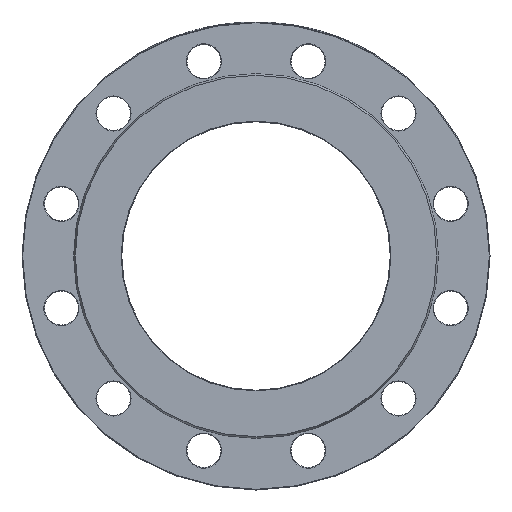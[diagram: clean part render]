
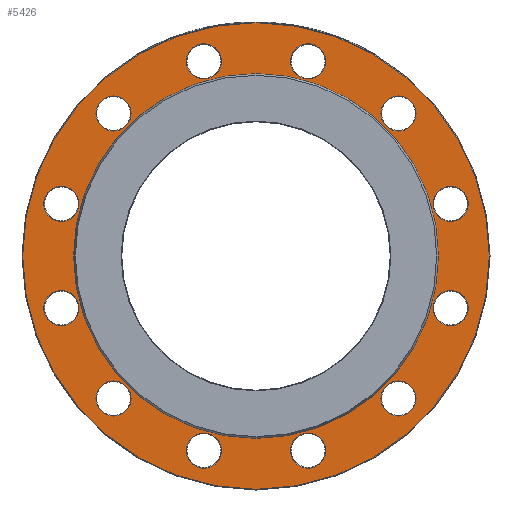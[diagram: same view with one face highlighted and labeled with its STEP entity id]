
A CAD part, left-side view. The second image highlights one B-rep face of the part: STEP entity #5426.
In plain terms, the highlighted planar face has unit normal (-1, 0, 0).
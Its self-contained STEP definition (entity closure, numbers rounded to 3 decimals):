
#7 = DIRECTION ( 'NONE',  ( 0., -0.5, 0.866 ) ) ;
#51 = EDGE_CURVE ( 'NONE', #5603, #5603, #9561, .T. ) ;
#190 = ORIENTED_EDGE ( 'NONE', *, *, #51, .T. ) ;
#240 = VERTEX_POINT ( 'NONE', #3259 ) ;
#245 = AXIS2_PLACEMENT_3D ( 'NONE', #6199, #9044, #7 ) ;
#284 = DIRECTION ( 'NONE',  ( 1., 0., 0. ) ) ;
#304 = FACE_BOUND ( 'NONE', #1465, .T. ) ;
#318 = EDGE_LOOP ( 'NONE', ( #3852 ) ) ;
#340 = EDGE_CURVE ( 'NONE', #240, #240, #5799, .T. ) ;
#350 = DIRECTION ( 'NONE',  ( 1., 0., 0. ) ) ;
#352 = EDGE_LOOP ( 'NONE', ( #2084 ) ) ;
#375 = CARTESIAN_POINT ( 'NONE',  ( 3., -109.602, 109.602 ) ) ;
#398 = FACE_BOUND ( 'NONE', #4753, .T. ) ;
#417 = CIRCLE ( 'NONE', #5968, 179.5 ) ;
#428 = AXIS2_PLACEMENT_3D ( 'NONE', #3279, #3436, #8811 ) ;
#493 = VERTEX_POINT ( 'NONE', #1917 ) ;
#555 = EDGE_LOOP ( 'NONE', ( #8054 ) ) ;
#642 = EDGE_CURVE ( 'NONE', #1866, #1866, #1980, .T. ) ;
#859 = CARTESIAN_POINT ( 'NONE',  ( 3., 149.719, 40.117 ) ) ;
#894 = EDGE_CURVE ( 'NONE', #5509, #5509, #8760, .T. ) ;
#982 = FACE_BOUND ( 'NONE', #2127, .T. ) ;
#1430 = EDGE_CURVE ( 'NONE', #7322, #7322, #8925, .T. ) ;
#1465 = EDGE_LOOP ( 'NONE', ( #6864 ) ) ;
#1654 = AXIS2_PLACEMENT_3D ( 'NONE', #9329, #6236, #7011 ) ;
#1824 = PLANE ( 'NONE',  #3417 ) ;
#1832 = CIRCLE ( 'NONE', #4699, 13.5 ) ;
#1854 = CARTESIAN_POINT ( 'NONE',  ( 3., 40.117, 149.719 ) ) ;
#1866 = VERTEX_POINT ( 'NONE', #2455 ) ;
#1904 = EDGE_LOOP ( 'NONE', ( #7680 ) ) ;
#1917 = CARTESIAN_POINT ( 'NONE',  ( 3., 156.469, 28.426 ) ) ;
#1980 = CIRCLE ( 'NONE', #9231, 13.5 ) ;
#2014 = CIRCLE ( 'NONE', #428, 13.5 ) ;
#2072 = VERTEX_POINT ( 'NONE', #7274 ) ;
#2084 = ORIENTED_EDGE ( 'NONE', *, *, #9229, .T. ) ;
#2127 = EDGE_LOOP ( 'NONE', ( #2182 ) ) ;
#2182 = ORIENTED_EDGE ( 'NONE', *, *, #4238, .T. ) ;
#2282 = AXIS2_PLACEMENT_3D ( 'NONE', #9176, #284, #4049 ) ;
#2286 = CIRCLE ( 'NONE', #2783, 13.5 ) ;
#2290 = ORIENTED_EDGE ( 'NONE', *, *, #5883, .T. ) ;
#2455 = CARTESIAN_POINT ( 'NONE',  ( 3., -28.426, 156.469 ) ) ;
#2565 = FACE_BOUND ( 'NONE', #555, .T. ) ;
#2619 = EDGE_LOOP ( 'NONE', ( #4884 ) ) ;
#2692 = DIRECTION ( 'NONE',  ( 0., 0.5, 0.866 ) ) ;
#2693 = CARTESIAN_POINT ( 'NONE',  ( 3., 0., 0. ) ) ;
#2706 = CARTESIAN_POINT ( 'NONE',  ( 3., -156.469, -28.426 ) ) ;
#2783 = AXIS2_PLACEMENT_3D ( 'NONE', #375, #6476, #2692 ) ;
#2956 = CIRCLE ( 'NONE', #8174, 140.336 ) ;
#3000 = DIRECTION ( 'NONE',  ( 0., 0., -1. ) ) ;
#3215 = CARTESIAN_POINT ( 'NONE',  ( 3., -40.117, 149.719 ) ) ;
#3249 = EDGE_LOOP ( 'NONE', ( #3799 ) ) ;
#3259 = CARTESIAN_POINT ( 'NONE',  ( 3., 121.293, 102.852 ) ) ;
#3279 = CARTESIAN_POINT ( 'NONE',  ( 3., -40.117, -149.719 ) ) ;
#3319 = FACE_BOUND ( 'NONE', #8388, .T. ) ;
#3365 = FACE_BOUND ( 'NONE', #8726, .T. ) ;
#3417 = AXIS2_PLACEMENT_3D ( 'NONE', #4116, #350, #5873 ) ;
#3436 = DIRECTION ( 'NONE',  ( 1., 0., 0. ) ) ;
#3503 = EDGE_LOOP ( 'NONE', ( #5469 ) ) ;
#3775 = DIRECTION ( 'NONE',  ( 0., -0.5, -0.866 ) ) ;
#3799 = ORIENTED_EDGE ( 'NONE', *, *, #6102, .T. ) ;
#3852 = ORIENTED_EDGE ( 'NONE', *, *, #340, .T. ) ;
#3973 = CARTESIAN_POINT ( 'NONE',  ( 3., 109.602, -109.602 ) ) ;
#4010 = DIRECTION ( 'NONE',  ( 0., 0.866, 0.5 ) ) ;
#4049 = DIRECTION ( 'NONE',  ( 0., -0.866, -0.5 ) ) ;
#4059 = AXIS2_PLACEMENT_3D ( 'NONE', #1854, #4141, #6323 ) ;
#4068 = FACE_BOUND ( 'NONE', #318, .T. ) ;
#4116 = CARTESIAN_POINT ( 'NONE',  ( 3., 140.336, 0. ) ) ;
#4141 = DIRECTION ( 'NONE',  ( 1., 0., 0. ) ) ;
#4154 = VERTEX_POINT ( 'NONE', #2706 ) ;
#4157 = CARTESIAN_POINT ( 'NONE',  ( 3., -102.852, 121.293 ) ) ;
#4238 = EDGE_CURVE ( 'NONE', #2072, #2072, #2014, .T. ) ;
#4265 = CARTESIAN_POINT ( 'NONE',  ( 3., -149.719, 53.617 ) ) ;
#4361 = EDGE_CURVE ( 'NONE', #4154, #4154, #9743, .T. ) ;
#4510 = CARTESIAN_POINT ( 'NONE',  ( 3., 0., 0. ) ) ;
#4640 = CARTESIAN_POINT ( 'NONE',  ( 3., 149.719, -40.117 ) ) ;
#4658 = DIRECTION ( 'NONE',  ( -1., 0., 0. ) ) ;
#4699 = AXIS2_PLACEMENT_3D ( 'NONE', #4640, #5251, #3000 ) ;
#4753 = EDGE_LOOP ( 'NONE', ( #190 ) ) ;
#4767 = FACE_BOUND ( 'NONE', #2619, .T. ) ;
#4870 = FACE_BOUND ( 'NONE', #6086, .T. ) ;
#4884 = ORIENTED_EDGE ( 'NONE', *, *, #642, .T. ) ;
#4908 = VERTEX_POINT ( 'NONE', #7325 ) ;
#5010 = VERTEX_POINT ( 'NONE', #4265 ) ;
#5026 = EDGE_CURVE ( 'NONE', #5010, #5010, #6730, .T. ) ;
#5034 = ORIENTED_EDGE ( 'NONE', *, *, #894, .T. ) ;
#5251 = DIRECTION ( 'NONE',  ( 1., 0., 0. ) ) ;
#5328 = EDGE_CURVE ( 'NONE', #9538, #9538, #2286, .T. ) ;
#5378 = CARTESIAN_POINT ( 'NONE',  ( 3., -149.719, 40.117 ) ) ;
#5426 = ADVANCED_FACE ( 'NONE', ( #7772, #4068, #5669, #4767, #3365, #4870, #7820, #304, #982, #3319, #398, #9341, #5614, #2565 ), #1824, .F. ) ;
#5469 = ORIENTED_EDGE ( 'NONE', *, *, #4361, .T. ) ;
#5470 = AXIS2_PLACEMENT_3D ( 'NONE', #8467, #7677, #9193 ) ;
#5509 = VERTEX_POINT ( 'NONE', #8502 ) ;
#5514 = DIRECTION ( 'NONE',  ( 1., 0., 0. ) ) ;
#5590 = DIRECTION ( 'NONE',  ( 0., 0.5, -0.866 ) ) ;
#5603 = VERTEX_POINT ( 'NONE', #6381 ) ;
#5614 = FACE_OUTER_BOUND ( 'NONE', #3249, .T. ) ;
#5669 = FACE_BOUND ( 'NONE', #8394, .T. ) ;
#5799 = CIRCLE ( 'NONE', #5470, 13.5 ) ;
#5865 = CARTESIAN_POINT ( 'NONE',  ( 3., 53.617, 149.719 ) ) ;
#5873 = DIRECTION ( 'NONE',  ( 0., 0., -1. ) ) ;
#5883 = EDGE_CURVE ( 'NONE', #6637, #6637, #9736, .T. ) ;
#5968 = AXIS2_PLACEMENT_3D ( 'NONE', #2693, #8096, #9472 ) ;
#6084 = CIRCLE ( 'NONE', #8752, 13.5 ) ;
#6086 = EDGE_LOOP ( 'NONE', ( #8376 ) ) ;
#6102 = EDGE_CURVE ( 'NONE', #4908, #4908, #417, .T. ) ;
#6199 = CARTESIAN_POINT ( 'NONE',  ( 3., -149.719, -40.117 ) ) ;
#6236 = DIRECTION ( 'NONE',  ( 1., 0., 0. ) ) ;
#6323 = DIRECTION ( 'NONE',  ( 0., 1., 0. ) ) ;
#6381 = CARTESIAN_POINT ( 'NONE',  ( 3., 102.852, -121.293 ) ) ;
#6440 = CARTESIAN_POINT ( 'NONE',  ( 3., 0., 140.336 ) ) ;
#6476 = DIRECTION ( 'NONE',  ( 1., 0., 0. ) ) ;
#6591 = VERTEX_POINT ( 'NONE', #6440 ) ;
#6637 = VERTEX_POINT ( 'NONE', #5865 ) ;
#6657 = EDGE_CURVE ( 'NONE', #8842, #8842, #1832, .T. ) ;
#6730 = CIRCLE ( 'NONE', #9729, 13.5 ) ;
#6864 = ORIENTED_EDGE ( 'NONE', *, *, #1430, .T. ) ;
#6982 = DIRECTION ( 'NONE',  ( 1., 0., 0. ) ) ;
#6987 = DIRECTION ( 'NONE',  ( 1., 0., 0. ) ) ;
#7011 = DIRECTION ( 'NONE',  ( 0., -0.866, 0.5 ) ) ;
#7036 = DIRECTION ( 'NONE',  ( 0., 0., 1. ) ) ;
#7170 = CARTESIAN_POINT ( 'NONE',  ( 3., 149.719, -53.617 ) ) ;
#7274 = CARTESIAN_POINT ( 'NONE',  ( 3., -53.617, -149.719 ) ) ;
#7322 = VERTEX_POINT ( 'NONE', #8063 ) ;
#7325 = CARTESIAN_POINT ( 'NONE',  ( 3., 0., -179.5 ) ) ;
#7677 = DIRECTION ( 'NONE',  ( 1., 0., 0. ) ) ;
#7680 = ORIENTED_EDGE ( 'NONE', *, *, #6657, .T. ) ;
#7767 = DIRECTION ( 'NONE',  ( 0., 0., 1. ) ) ;
#7772 = FACE_BOUND ( 'NONE', #352, .T. ) ;
#7820 = FACE_BOUND ( 'NONE', #3503, .T. ) ;
#7906 = EDGE_CURVE ( 'NONE', #6591, #6591, #2956, .T. ) ;
#8054 = ORIENTED_EDGE ( 'NONE', *, *, #7906, .F. ) ;
#8063 = CARTESIAN_POINT ( 'NONE',  ( 3., -121.293, -102.852 ) ) ;
#8096 = DIRECTION ( 'NONE',  ( -1., 0., 0. ) ) ;
#8174 = AXIS2_PLACEMENT_3D ( 'NONE', #4510, #4658, #7767 ) ;
#8376 = ORIENTED_EDGE ( 'NONE', *, *, #5026, .T. ) ;
#8388 = EDGE_LOOP ( 'NONE', ( #5034 ) ) ;
#8394 = EDGE_LOOP ( 'NONE', ( #2290 ) ) ;
#8428 = DIRECTION ( 'NONE',  ( 1., 0., 0. ) ) ;
#8449 = AXIS2_PLACEMENT_3D ( 'NONE', #3973, #6982, #3775 ) ;
#8467 = CARTESIAN_POINT ( 'NONE',  ( 3., 109.602, 109.602 ) ) ;
#8502 = CARTESIAN_POINT ( 'NONE',  ( 3., 28.426, -156.469 ) ) ;
#8726 = EDGE_LOOP ( 'NONE', ( #9175 ) ) ;
#8752 = AXIS2_PLACEMENT_3D ( 'NONE', #859, #8428, #5590 ) ;
#8760 = CIRCLE ( 'NONE', #2282, 13.5 ) ;
#8811 = DIRECTION ( 'NONE',  ( 0., -1., 0. ) ) ;
#8842 = VERTEX_POINT ( 'NONE', #7170 ) ;
#8925 = CIRCLE ( 'NONE', #1654, 13.5 ) ;
#9044 = DIRECTION ( 'NONE',  ( 1., 0., 0. ) ) ;
#9175 = ORIENTED_EDGE ( 'NONE', *, *, #5328, .T. ) ;
#9176 = CARTESIAN_POINT ( 'NONE',  ( 3., 40.117, -149.719 ) ) ;
#9193 = DIRECTION ( 'NONE',  ( 0., 0.866, -0.5 ) ) ;
#9229 = EDGE_CURVE ( 'NONE', #493, #493, #6084, .T. ) ;
#9231 = AXIS2_PLACEMENT_3D ( 'NONE', #3215, #5514, #4010 ) ;
#9329 = CARTESIAN_POINT ( 'NONE',  ( 3., -109.602, -109.602 ) ) ;
#9341 = FACE_BOUND ( 'NONE', #1904, .T. ) ;
#9472 = DIRECTION ( 'NONE',  ( 0., 0., -1. ) ) ;
#9538 = VERTEX_POINT ( 'NONE', #4157 ) ;
#9561 = CIRCLE ( 'NONE', #8449, 13.5 ) ;
#9729 = AXIS2_PLACEMENT_3D ( 'NONE', #5378, #6987, #7036 ) ;
#9736 = CIRCLE ( 'NONE', #4059, 13.5 ) ;
#9743 = CIRCLE ( 'NONE', #245, 13.5 ) ;
